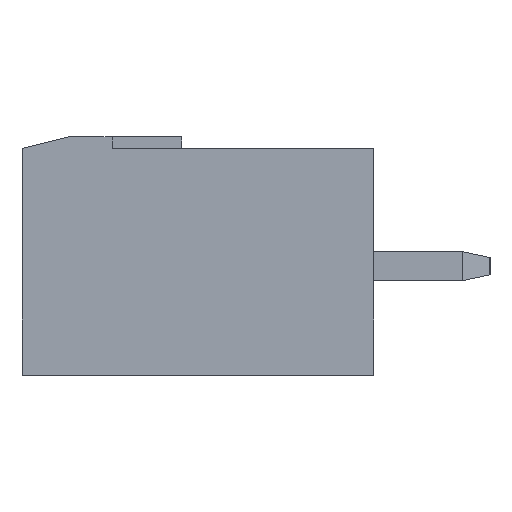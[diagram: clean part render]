
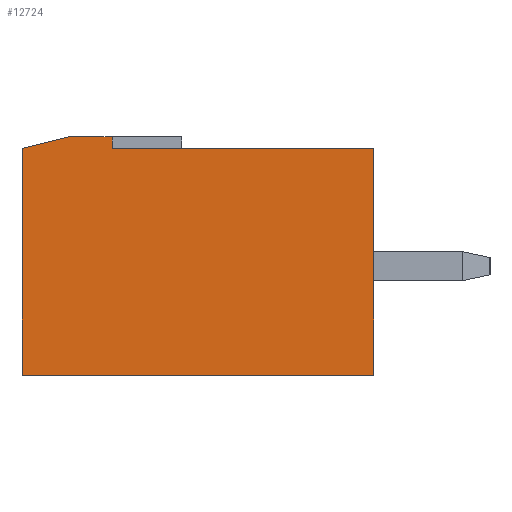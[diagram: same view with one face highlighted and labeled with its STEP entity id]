
A CAD part, left-side view. The second image highlights one B-rep face of the part: STEP entity #12724.
In plain terms, the highlighted planar face has unit normal (-1, 0, 0).
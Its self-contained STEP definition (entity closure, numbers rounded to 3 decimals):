
#966 = EDGE_CURVE ( 'NONE', #1782, #3674, #37173, .T. ) ;
#1782 = VERTEX_POINT ( 'NONE', #7462 ) ;
#2053 = ORIENTED_EDGE ( 'NONE', *, *, #24823, .T. ) ;
#2954 = EDGE_CURVE ( 'NONE', #3674, #28358, #18524, .T. ) ;
#3674 = VERTEX_POINT ( 'NONE', #37698 ) ;
#4865 = DIRECTION ( 'NONE',  ( 0., 1., 0. ) ) ;
#5878 = CARTESIAN_POINT ( 'NONE',  ( -4.3, 9., 7.8 ) ) ;
#7033 = ORIENTED_EDGE ( 'NONE', *, *, #17884, .F. ) ;
#7235 = EDGE_CURVE ( 'NONE', #11766, #1782, #21335, .T. ) ;
#7462 = CARTESIAN_POINT ( 'NONE',  ( -4.3, 9., 8.2 ) ) ;
#10191 = VERTEX_POINT ( 'NONE', #22577 ) ;
#10791 = DIRECTION ( 'NONE',  ( 0., 0., 1. ) ) ;
#11309 = DIRECTION ( 'NONE',  ( 0., 0., 1. ) ) ;
#11766 = VERTEX_POINT ( 'NONE', #5878 ) ;
#12556 = ORIENTED_EDGE ( 'NONE', *, *, #966, .T. ) ;
#12724 = ADVANCED_FACE ( 'NONE', ( #43104 ), #35697, .T. ) ;
#13647 = ORIENTED_EDGE ( 'NONE', *, *, #38146, .T. ) ;
#13753 = VECTOR ( 'NONE', #31958, 1000. ) ;
#14267 = AXIS2_PLACEMENT_3D ( 'NONE', #15037, #39869, #11309 ) ;
#15037 = CARTESIAN_POINT ( 'NONE',  ( -4.3, -8.907, 0. ) ) ;
#15101 = CARTESIAN_POINT ( 'NONE',  ( -4.3, 12.1, 7.8 ) ) ;
#15409 = CARTESIAN_POINT ( 'NONE',  ( -4.3, 9., 8.2 ) ) ;
#16240 = ORIENTED_EDGE ( 'NONE', *, *, #7235, .T. ) ;
#16501 = VECTOR ( 'NONE', #33890, 1000. ) ;
#17884 = EDGE_CURVE ( 'NONE', #35978, #28358, #44570, .T. ) ;
#18524 = LINE ( 'NONE', #35665, #13753 ) ;
#20078 = VECTOR ( 'NONE', #10791, 1000. ) ;
#21335 = LINE ( 'NONE', #38670, #20078 ) ;
#21951 = ORIENTED_EDGE ( 'NONE', *, *, #24332, .F. ) ;
#22577 = CARTESIAN_POINT ( 'NONE',  ( -4.3, 0., 7.8 ) ) ;
#24332 = EDGE_CURVE ( 'NONE', #39446, #35978, #31489, .T. ) ;
#24555 = CARTESIAN_POINT ( 'NONE',  ( -4.3, -8.907, 0. ) ) ;
#24823 = EDGE_CURVE ( 'NONE', #39446, #10191, #39118, .T. ) ;
#25684 = VECTOR ( 'NONE', #42829, 1000. ) ;
#25880 = CARTESIAN_POINT ( 'NONE',  ( -4.3, 0., 0. ) ) ;
#26781 = EDGE_LOOP ( 'NONE', ( #21951, #2053, #13647, #16240, #12556, #33022, #7033 ) ) ;
#28358 = VERTEX_POINT ( 'NONE', #15101 ) ;
#31331 = CARTESIAN_POINT ( 'NONE',  ( -4.3, 12.1, 0. ) ) ;
#31489 = LINE ( 'NONE', #24555, #45648 ) ;
#31556 = CARTESIAN_POINT ( 'NONE',  ( -4.3, -8.907, 7.8 ) ) ;
#31958 = DIRECTION ( 'NONE',  ( 0., 0.97, -0.243 ) ) ;
#33022 = ORIENTED_EDGE ( 'NONE', *, *, #2954, .T. ) ;
#33645 = CARTESIAN_POINT ( 'NONE',  ( -4.3, 12.1, 0. ) ) ;
#33890 = DIRECTION ( 'NONE',  ( 0., 0., 1. ) ) ;
#35050 = DIRECTION ( 'NONE',  ( 0., 1., 0. ) ) ;
#35226 = DIRECTION ( 'NONE',  ( 0., 1., 0. ) ) ;
#35665 = CARTESIAN_POINT ( 'NONE',  ( -4.3, 10.5, 8.2 ) ) ;
#35697 = PLANE ( 'NONE',  #14267 ) ;
#35807 = CARTESIAN_POINT ( 'NONE',  ( -4.3, 0., 0. ) ) ;
#35978 = VERTEX_POINT ( 'NONE', #31331 ) ;
#36913 = VECTOR ( 'NONE', #4865, 1000. ) ;
#37173 = LINE ( 'NONE', #15409, #36913 ) ;
#37430 = VECTOR ( 'NONE', #35050, 1000. ) ;
#37698 = CARTESIAN_POINT ( 'NONE',  ( -4.3, 10.5, 8.2 ) ) ;
#38146 = EDGE_CURVE ( 'NONE', #10191, #11766, #42707, .T. ) ;
#38670 = CARTESIAN_POINT ( 'NONE',  ( -4.3, 9., 7.8 ) ) ;
#39118 = LINE ( 'NONE', #25880, #25684 ) ;
#39446 = VERTEX_POINT ( 'NONE', #35807 ) ;
#39869 = DIRECTION ( 'NONE',  ( -1., 0., 0. ) ) ;
#42707 = LINE ( 'NONE', #31556, #37430 ) ;
#42829 = DIRECTION ( 'NONE',  ( 0., 0., 1. ) ) ;
#43104 = FACE_OUTER_BOUND ( 'NONE', #26781, .T. ) ;
#44570 = LINE ( 'NONE', #33645, #16501 ) ;
#45648 = VECTOR ( 'NONE', #35226, 1000. ) ;
